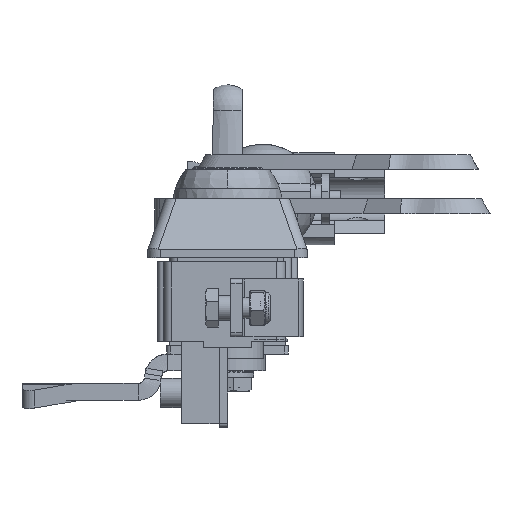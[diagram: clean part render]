
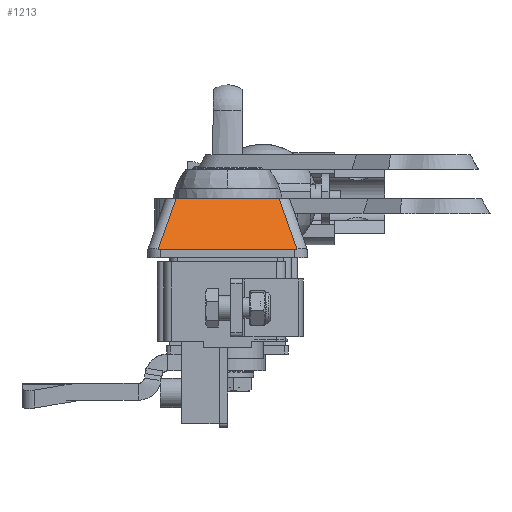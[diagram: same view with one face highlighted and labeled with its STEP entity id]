
A CAD part, left-side view. The second image highlights one B-rep face of the part: STEP entity #1213.
In plain terms, the highlighted planar face has unit normal (-0.768, 0, 0.64).
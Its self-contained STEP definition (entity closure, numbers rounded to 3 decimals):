
#1213 = ADVANCED_FACE( '', ( #2426 ), #2427, .T. );
#2426 = FACE_OUTER_BOUND( '', #4808, .T. );
#2427 = PLANE( '', #4809 );
#4808 = EDGE_LOOP( '', ( #9765, #9766, #9767, #9768, #9769, #9770 ) );
#4809 = AXIS2_PLACEMENT_3D( '', #9771, #9772, #9773 );
#9765 = ORIENTED_EDGE( '', *, *, #17977, .T. );
#9766 = ORIENTED_EDGE( '', *, *, #17845, .T. );
#9767 = ORIENTED_EDGE( '', *, *, #17838, .T. );
#9768 = ORIENTED_EDGE( '', *, *, #18004, .F. );
#9769 = ORIENTED_EDGE( '', *, *, #17849, .T. );
#9770 = ORIENTED_EDGE( '', *, *, #17854, .T. );
#9771 = CARTESIAN_POINT( '', ( 109.021, 103.371, 219.325 ) );
#9772 = DIRECTION( '', ( -0.768, 0., 0.64 ) );
#9773 = DIRECTION( '', ( -0.64, 0., -0.768 ) );
#17838 = EDGE_CURVE( '', #20666, #20663, #20667, .T. );
#17845 = EDGE_CURVE( '', #20674, #20666, #20679, .T. );
#17849 = EDGE_CURVE( '', #20687, #20685, #20688, .T. );
#17854 = EDGE_CURVE( '', #20685, #20694, #20696, .T. );
#17977 = EDGE_CURVE( '', #20694, #20674, #20898, .T. );
#18004 = EDGE_CURVE( '', #20687, #20663, #20938, .T. );
#20663 = VERTEX_POINT( '', #25484 );
#20666 = VERTEX_POINT( '', #25488 );
#20667 = ELLIPSE( '', #25489, 4.686, 3. );
#20674 = VERTEX_POINT( '', #25514 );
#20679 = LINE( '', #25520, #25521 );
#20685 = VERTEX_POINT( '', #25528 );
#20687 = VERTEX_POINT( '', #25547 );
#20688 = ELLIPSE( '', #25548, 4.686, 3. );
#20694 = VERTEX_POINT( '', #25556 );
#20696 = LINE( '', #25558, #25559 );
#20898 = LINE( '', #25997, #25998 );
#20938 = LINE( '', #26055, #26056 );
#25484 = CARTESIAN_POINT( '', ( -83.75, 16., -12. ) );
#25488 = CARTESIAN_POINT( '', ( -83.711, 16.481, -11.953 ) );
#25489 = AXIS2_PLACEMENT_3D( '', #34211, #34212, #34213 );
#25514 = CARTESIAN_POINT( '', ( -73.75, 12.248, 0. ) );
#25520 = CARTESIAN_POINT( '', ( -84.156, 16.67, -12.487 ) );
#25521 = VECTOR( '', #34225, 1000. );
#25528 = CARTESIAN_POINT( '', ( -83.711, -16.481, -11.953 ) );
#25547 = CARTESIAN_POINT( '', ( -83.75, -16., -12. ) );
#25548 = AXIS2_PLACEMENT_3D( '', #34230, #34231, #34232 );
#25556 = CARTESIAN_POINT( '', ( -73.75, -12.248, 0. ) );
#25558 = CARTESIAN_POINT( '', ( -74.156, -12.42, -0.487 ) );
#25559 = VECTOR( '', #34241, 1000. );
#25997 = CARTESIAN_POINT( '', ( -73.75, 14.75, 0. ) );
#25998 = VECTOR( '', #34412, 1000. );
#26055 = CARTESIAN_POINT( '', ( -83.75, -19., -12. ) );
#26056 = VECTOR( '', #34457, 1000. );
#34211 = CARTESIAN_POINT( '', ( -80.75, 16., -8.4 ) );
#34212 = DIRECTION( '', ( -0.768, 0., 0.64 ) );
#34213 = DIRECTION( '', ( 0.64, 0., 0.768 ) );
#34225 = DIRECTION( '', ( -0.618, 0.263, -0.741 ) );
#34230 = CARTESIAN_POINT( '', ( -80.75, -16., -8.4 ) );
#34231 = DIRECTION( '', ( -0.768, 0., 0.64 ) );
#34232 = DIRECTION( '', ( 0.64, 0., 0.768 ) );
#34241 = DIRECTION( '', ( 0.618, 0.263, 0.741 ) );
#34412 = DIRECTION( '', ( 0., 1., 0. ) );
#34457 = DIRECTION( '', ( 0., 1., 0. ) );
